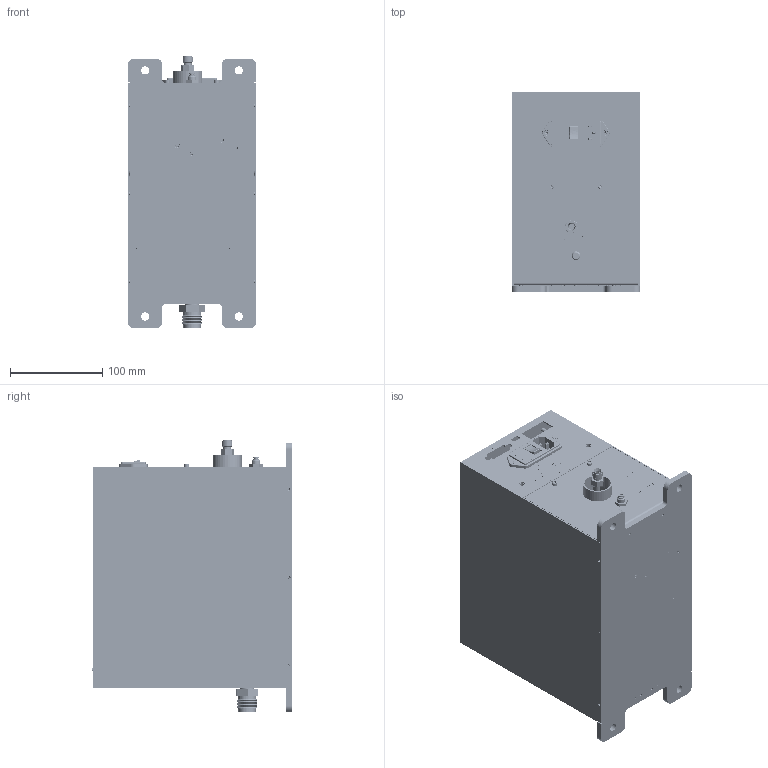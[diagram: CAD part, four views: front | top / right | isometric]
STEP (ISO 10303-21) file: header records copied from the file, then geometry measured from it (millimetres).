
FILE_DESCRIPTION (( 'STEP AP214' ), '1' );
FILE_NAME ('VDM3W3000A2A1XXXXX.STEP', '2017-02-27T21:17:36', ( 'mrutkowski' ), ( '' ), 'SwSTEP 2.0', 'SolidWorks 2014', '' );
FILE_SCHEMA (( 'AUTOMOTIVE_DESIGN' ));
Length unit declared in the file: inch
Products named in the file (1): VDM3W3000A2A1XXXXX
Bounding box: 138.68 x 216.66 x 295.38 mm (x, y, z)
Volume: 601431.4 mm3; surface area: 615099.6 mm2
Topology: 100 solids, 101 shells, 9924 faces, 25361 edges, 16613 vertices
Faces by surface type: plane 6034, bspline 2119, cylinder 1464, cone 275, torus 20, sphere 12
Entity records: 536037 total; most frequent: CARTESIAN_POINT 177231, ORIENTED_EDGE 50570, DIRECTION 39861, EDGE_CURVE 25285, LINE 16875, VECTOR 16875, VERTEX_POINT 16605, AXIS2_PLACEMENT_3D 11493
